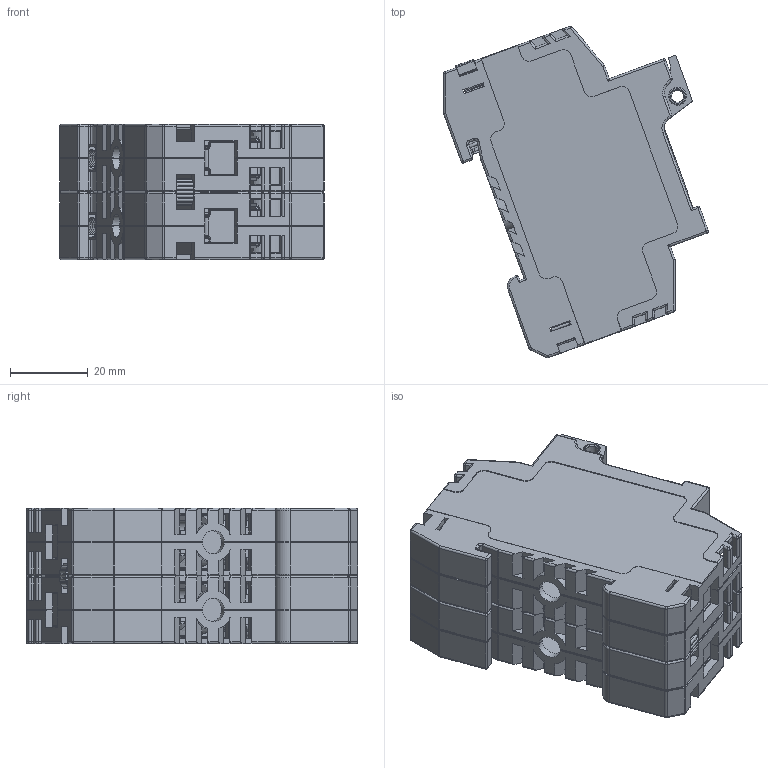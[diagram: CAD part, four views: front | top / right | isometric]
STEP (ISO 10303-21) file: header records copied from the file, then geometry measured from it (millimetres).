
FILE_DESCRIPTION(/* description */ (''),/* implementation_level */ '2;1');
FILE_NAME(/* name */ 'RT18-32 2P.prt.stp',/* time_stamp */ '2024-01-18T11:55:55+08:00',/* author */ (''),/* organization */ (''),/* preprocessor_version */ 'ST-DEVELOPER v16',/* originating_system */ 'SIEMENS PLM Software NX 10.0',/* authorisation */ '');
FILE_SCHEMA (('CONFIG_CONTROL_DESIGN'));
Products named in the file (2): 2P铆钉; RT18-32 2P
Assembly tree (1 placements, depth 2):
  RT18-32 2P
    2P铆钉
Bounding box: 67.89 x 85.08 x 34.8 mm (x, y, z)
Volume: 51419.3 mm3; surface area: 83079.4 mm2
Topology: 41 solids, 41 shells, 4106 faces, 11579 edges, 7399 vertices
Faces by surface type: plane 2618, cylinder 1188, torus 108, bspline 90, sphere 68, extrusion 24, cone 10
Full cylindrical faces by diameter (mm): 1.3 x18, 2 x8, 2.1 x8, 3.1 x1, 3.5 x1, 3.7 x2, 3.8 x2, 4 x6, 4.5 x4, 5 x12, 5.5 x6, 6.5 x6, 6.9 x4, 7.2 x4, 8 x6
Entity records: 167355 total; most frequent: CARTESIAN_POINT 61136, ORIENTED_EDGE 22636, DIRECTION 21562, EDGE_CURVE 11318, VECTOR 8146, LINE 8122, VERTEX_POINT 7372, AXIS2_PLACEMENT_3D 6708
